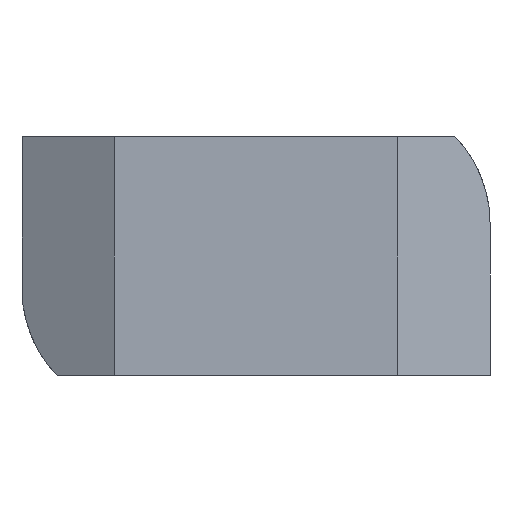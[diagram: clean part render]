
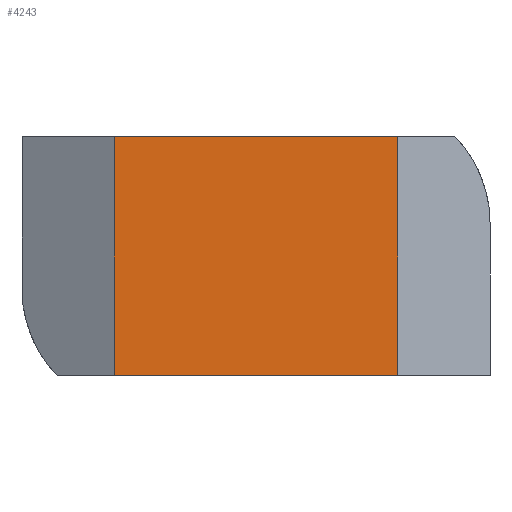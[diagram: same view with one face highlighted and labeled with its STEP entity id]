
A CAD part, front view. The second image highlights one B-rep face of the part: STEP entity #4243.
In plain terms, the highlighted planar face has unit normal (0, -1, 0).
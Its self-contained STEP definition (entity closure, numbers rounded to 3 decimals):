
#158 = CARTESIAN_POINT ( 'NONE',  ( -5.75, 0., -9.7 ) ) ;
#285 = CARTESIAN_POINT ( 'NONE',  ( 5.75, 0., -9.7 ) ) ;
#411 = CARTESIAN_POINT ( 'NONE',  ( 5.75, 0., -9.7 ) ) ;
#455 = VERTEX_POINT ( 'NONE', #5993 ) ;
#622 = CARTESIAN_POINT ( 'NONE',  ( -5.75, 0., -9.7 ) ) ;
#653 = CARTESIAN_POINT ( 'NONE',  ( 5.75, 0., -9.7 ) ) ;
#854 = CARTESIAN_POINT ( 'NONE',  ( 5.75, 0., 0. ) ) ;
#858 = ORIENTED_EDGE ( 'NONE', *, *, #2545, .T. ) ;
#1189 = VERTEX_POINT ( 'NONE', #4736 ) ;
#1347 = LINE ( 'NONE', #854, #1734 ) ;
#1678 = ORIENTED_EDGE ( 'NONE', *, *, #6519, .T. ) ;
#1734 = VECTOR ( 'NONE', #5025, 1000. ) ;
#2388 = DIRECTION ( 'NONE',  ( 0., -1., 0. ) ) ;
#2390 = LINE ( 'NONE', #411, #5411 ) ;
#2545 = EDGE_CURVE ( 'NONE', #5454, #455, #7607, .T. ) ;
#2909 = EDGE_CURVE ( 'NONE', #1189, #455, #1347, .T. ) ;
#3370 = FACE_OUTER_BOUND ( 'NONE', #5597, .T. ) ;
#3500 = AXIS2_PLACEMENT_3D ( 'NONE', #5397, #2388, #4233 ) ;
#3927 = ORIENTED_EDGE ( 'NONE', *, *, #5346, .F. ) ;
#4041 = DIRECTION ( 'NONE',  ( 1., 0., 0. ) ) ;
#4233 = DIRECTION ( 'NONE',  ( 1., 0., 0. ) ) ;
#4243 = ADVANCED_FACE ( 'NONE', ( #3370 ), #4792, .T. ) ;
#4346 = VECTOR ( 'NONE', #7315, 1000. ) ;
#4736 = CARTESIAN_POINT ( 'NONE',  ( -5.75, 0., 0. ) ) ;
#4792 = PLANE ( 'NONE',  #3500 ) ;
#5025 = DIRECTION ( 'NONE',  ( 1., 0., 0. ) ) ;
#5346 = EDGE_CURVE ( 'NONE', #6865, #1189, #7740, .T. ) ;
#5397 = CARTESIAN_POINT ( 'NONE',  ( 5.75, 0., -9.7 ) ) ;
#5411 = VECTOR ( 'NONE', #4041, 1000. ) ;
#5454 = VERTEX_POINT ( 'NONE', #285 ) ;
#5584 = DIRECTION ( 'NONE',  ( 0., 0., 1. ) ) ;
#5597 = EDGE_LOOP ( 'NONE', ( #6538, #3927, #1678, #858 ) ) ;
#5993 = CARTESIAN_POINT ( 'NONE',  ( 5.75, 0., 0. ) ) ;
#6078 = VECTOR ( 'NONE', #5584, 1000. ) ;
#6519 = EDGE_CURVE ( 'NONE', #6865, #5454, #2390, .T. ) ;
#6538 = ORIENTED_EDGE ( 'NONE', *, *, #2909, .F. ) ;
#6865 = VERTEX_POINT ( 'NONE', #622 ) ;
#7315 = DIRECTION ( 'NONE',  ( 0., 0., 1. ) ) ;
#7607 = LINE ( 'NONE', #653, #4346 ) ;
#7740 = LINE ( 'NONE', #158, #6078 ) ;
